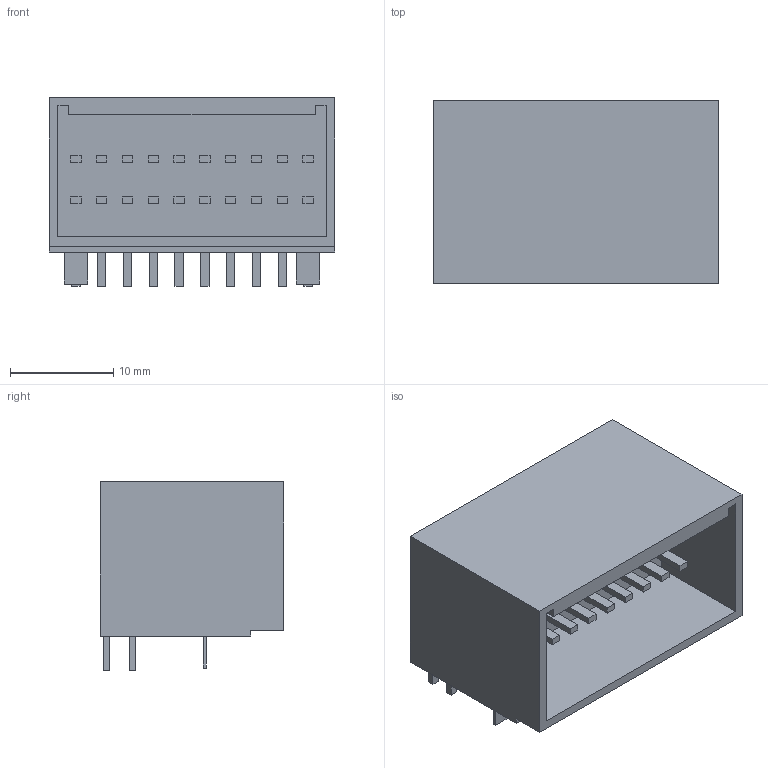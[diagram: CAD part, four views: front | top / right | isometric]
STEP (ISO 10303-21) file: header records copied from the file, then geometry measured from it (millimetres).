
FILE_DESCRIPTION(('FreeCAD Model'),'2;1');
FILE_NAME('JST_J2100_S20B-J21DK-GG_2x10x2.50mm_Angled.STEP','2016-03-20T21:14:45',( 'Author'),(''),'Open CASCADE STEP processor 6.8','FreeCAD','Unknown' );
FILE_SCHEMA(('AUTOMOTIVE_DESIGN_CC2 { 1 2 10303 214 -1 1 5 4 }'));
Length unit declared in the file: millimetre
Products named in the file (1): J2100D-20Pサイドヘッダーシンプルモデル
Bounding box: 27.7 x 17.8 x 18.25 mm (x, y, z)
Volume: 4259.6 mm3; surface area: 3689.1 mm2
Topology: 1 solids, 1 shells, 227 faces, 546 edges, 364 vertices
Faces by surface type: plane 227
Entity records: 15160 total; most frequent: CARTESIAN_POINT 2230, DIRECTION 2094, LINE 1638, VECTOR 1638, ORIENTED_EDGE 1092, PCURVE 1092, DEFINITIONAL_REPRESENTATION 1092, EDGE_CURVE 546
